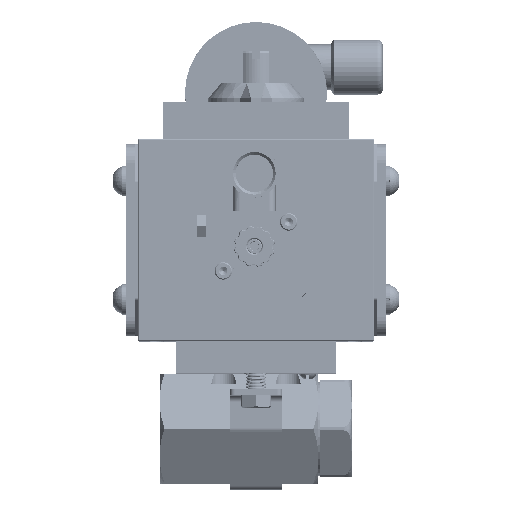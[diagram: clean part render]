
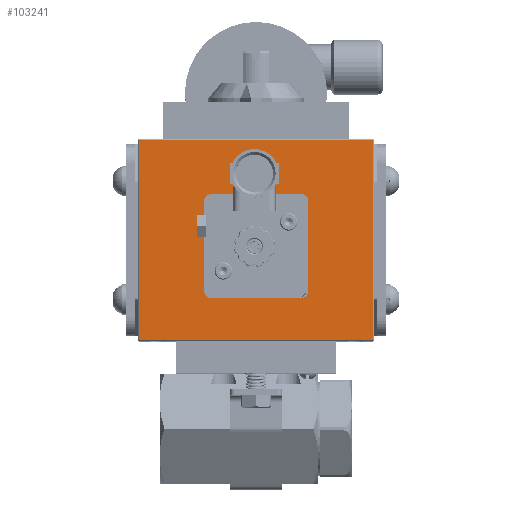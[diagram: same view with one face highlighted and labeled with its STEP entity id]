
A CAD part, top view. The second image highlights one B-rep face of the part: STEP entity #103241.
In plain terms, the highlighted planar face has unit normal (0, 0, 1).
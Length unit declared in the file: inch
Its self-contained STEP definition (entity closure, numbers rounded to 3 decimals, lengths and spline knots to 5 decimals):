
#1203 = AXIS2_PLACEMENT_3D ( 'NONE', #110831, #34119, #123693 ) ;
#1487 = CARTESIAN_POINT ( 'NONE',  ( 1.003, 4.39, 1.55 ) ) ;
#2657 = EDGE_CURVE ( 'NONE', #20868, #132843, #131873, .T. ) ;
#3824 = ORIENTED_EDGE ( 'NONE', *, *, #2657, .T. ) ;
#6905 = CARTESIAN_POINT ( 'NONE',  ( 0.878, 2.515, 1.55 ) ) ;
#7575 = VECTOR ( 'NONE', #83490, 39.37008 ) ;
#7733 = VECTOR ( 'NONE', #156855, 39.37008 ) ;
#8295 = DIRECTION ( 'NONE',  ( -1., 0., 0. ) ) ;
#10624 = VERTEX_POINT ( 'NONE', #124432 ) ;
#12699 = VECTOR ( 'NONE', #56253, 39.37008 ) ;
#13513 = CARTESIAN_POINT ( 'NONE',  ( -0.997, 2.515, 1.55 ) ) ;
#16467 = FACE_BOUND ( 'NONE', #17553, .T. ) ;
#16907 = LINE ( 'NONE', #81871, #39000 ) ;
#17026 = LINE ( 'NONE', #161636, #81242 ) ;
#17553 = EDGE_LOOP ( 'NONE', ( #120212, #94274, #144217, #148194, #54230, #44213, #86377, #80421 ) ) ;
#18810 = EDGE_CURVE ( 'NONE', #133480, #163146, #31250, .T. ) ;
#20868 = VERTEX_POINT ( 'NONE', #90182 ) ;
#25220 = CARTESIAN_POINT ( 'NONE',  ( 2.253, 1.7, 1.55 ) ) ;
#25893 = ORIENTED_EDGE ( 'NONE', *, *, #48286, .T. ) ;
#26737 = EDGE_CURVE ( 'NONE', #81918, #29013, #143576, .T. ) ;
#28759 = CARTESIAN_POINT ( 'NONE',  ( -0.997, 4.515, 1.55 ) ) ;
#29013 = VERTEX_POINT ( 'NONE', #25220 ) ;
#30542 = CARTESIAN_POINT ( 'NONE',  ( 2.273, 5.58, 1.55 ) ) ;
#31250 = CIRCLE ( 'NONE', #105746, 0.125 ) ;
#34119 = DIRECTION ( 'NONE',  ( 0., 0., -1. ) ) ;
#37700 = LINE ( 'NONE', #71170, #7575 ) ;
#39000 = VECTOR ( 'NONE', #68983, 39.37008 ) ;
#43436 = DIRECTION ( 'NONE',  ( 0., 1., 0. ) ) ;
#43874 = CARTESIAN_POINT ( 'NONE',  ( 1.003, 4.515, 1.55 ) ) ;
#44213 = ORIENTED_EDGE ( 'NONE', *, *, #18810, .T. ) ;
#44261 = VERTEX_POINT ( 'NONE', #1487 ) ;
#45882 = LINE ( 'NONE', #28759, #7733 ) ;
#48286 = EDGE_CURVE ( 'NONE', #29013, #20868, #37700, .T. ) ;
#48674 = CARTESIAN_POINT ( 'NONE',  ( -0.997, 4.39, 1.55 ) ) ;
#49764 = VERTEX_POINT ( 'NONE', #125580 ) ;
#54185 = EDGE_CURVE ( 'NONE', #10624, #151625, #17026, .T. ) ;
#54230 = ORIENTED_EDGE ( 'NONE', *, *, #86927, .F. ) ;
#56253 = DIRECTION ( 'NONE',  ( 0., 1., 0. ) ) ;
#56685 = CIRCLE ( 'NONE', #1203, 0.125 ) ;
#60794 = CARTESIAN_POINT ( 'NONE',  ( -2.253, 5.56, 1.55 ) ) ;
#62061 = DIRECTION ( 'NONE',  ( 0., 0., -1. ) ) ;
#66750 = AXIS2_PLACEMENT_3D ( 'NONE', #30542, #120130, #43436 ) ;
#68983 = DIRECTION ( 'NONE',  ( 0., -1., 0. ) ) ;
#70965 = VERTEX_POINT ( 'NONE', #159477 ) ;
#71170 = CARTESIAN_POINT ( 'NONE',  ( 2.253, 5.58, 1.55 ) ) ;
#75209 = DIRECTION ( 'NONE',  ( 0., 0., -1. ) ) ;
#76745 = CARTESIAN_POINT ( 'NONE',  ( 0.878, 2.64, 1.55 ) ) ;
#80421 = ORIENTED_EDGE ( 'NONE', *, *, #156259, .T. ) ;
#80594 = CARTESIAN_POINT ( 'NONE',  ( -2.253, 1.7, 1.55 ) ) ;
#81242 = VECTOR ( 'NONE', #8295, 39.37008 ) ;
#81533 = CARTESIAN_POINT ( 'NONE',  ( -0.872, 4.515, 1.55 ) ) ;
#81871 = CARTESIAN_POINT ( 'NONE',  ( -2.253, 5.58, 1.55 ) ) ;
#81918 = VERTEX_POINT ( 'NONE', #80594 ) ;
#83490 = DIRECTION ( 'NONE',  ( 0., 1., 0. ) ) ;
#86377 = ORIENTED_EDGE ( 'NONE', *, *, #102381, .F. ) ;
#86927 = EDGE_CURVE ( 'NONE', #133480, #44261, #148826, .T. ) ;
#87881 = EDGE_LOOP ( 'NONE', ( #25893, #3824, #92207, #96191 ) ) ;
#89667 = DIRECTION ( 'NONE',  ( 0., 1., 0. ) ) ;
#90182 = CARTESIAN_POINT ( 'NONE',  ( 2.253, 5.56, 1.55 ) ) ;
#92207 = ORIENTED_EDGE ( 'NONE', *, *, #101093, .T. ) ;
#93162 = CARTESIAN_POINT ( 'NONE',  ( 2.273, 1.7, 1.55 ) ) ;
#94274 = ORIENTED_EDGE ( 'NONE', *, *, #102730, .T. ) ;
#96035 = VERTEX_POINT ( 'NONE', #48674 ) ;
#96191 = ORIENTED_EDGE ( 'NONE', *, *, #26737, .T. ) ;
#97770 = AXIS2_PLACEMENT_3D ( 'NONE', #138626, #62061, #151456 ) ;
#101093 = EDGE_CURVE ( 'NONE', #132843, #81918, #16907, .T. ) ;
#101442 = AXIS2_PLACEMENT_3D ( 'NONE', #151716, #75209, #164586 ) ;
#102381 = EDGE_CURVE ( 'NONE', #70965, #163146, #152775, .T. ) ;
#102730 = EDGE_CURVE ( 'NONE', #96035, #151625, #56685, .T. ) ;
#103241 = ADVANCED_FACE ( 'NONE', ( #148596, #16467 ), #107282, .F. ) ;
#105451 = DIRECTION ( 'NONE',  ( 1., 0., 0. ) ) ;
#105746 = AXIS2_PLACEMENT_3D ( 'NONE', #76745, #166149, #89667 ) ;
#107282 = PLANE ( 'NONE',  #66750 ) ;
#110395 = CARTESIAN_POINT ( 'NONE',  ( 1.003, 2.64, 1.55 ) ) ;
#110831 = CARTESIAN_POINT ( 'NONE',  ( -0.872, 4.39, 1.55 ) ) ;
#116483 = EDGE_CURVE ( 'NONE', #96035, #49764, #45882, .T. ) ;
#118840 = VECTOR ( 'NONE', #141665, 39.37008 ) ;
#120130 = DIRECTION ( 'NONE',  ( 0., 0., -1. ) ) ;
#120212 = ORIENTED_EDGE ( 'NONE', *, *, #116483, .F. ) ;
#123693 = DIRECTION ( 'NONE',  ( 0., 1., 0. ) ) ;
#124432 = CARTESIAN_POINT ( 'NONE',  ( 0.878, 4.515, 1.55 ) ) ;
#125580 = CARTESIAN_POINT ( 'NONE',  ( -0.997, 2.64, 1.55 ) ) ;
#131239 = CIRCLE ( 'NONE', #101442, 0.125 ) ;
#131873 = LINE ( 'NONE', #139527, #165886 ) ;
#132843 = VERTEX_POINT ( 'NONE', #60794 ) ;
#133480 = VERTEX_POINT ( 'NONE', #110395 ) ;
#135539 = VECTOR ( 'NONE', #105451, 39.37008 ) ;
#137559 = EDGE_CURVE ( 'NONE', #10624, #44261, #131239, .T. ) ;
#138057 = DIRECTION ( 'NONE',  ( -1., 0., 0. ) ) ;
#138626 = CARTESIAN_POINT ( 'NONE',  ( -0.872, 2.64, 1.55 ) ) ;
#139527 = CARTESIAN_POINT ( 'NONE',  ( 2.273, 5.56, 1.55 ) ) ;
#141665 = DIRECTION ( 'NONE',  ( 1., 0., 0. ) ) ;
#141939 = CIRCLE ( 'NONE', #97770, 0.125 ) ;
#143576 = LINE ( 'NONE', #93162, #135539 ) ;
#144217 = ORIENTED_EDGE ( 'NONE', *, *, #54185, .F. ) ;
#148194 = ORIENTED_EDGE ( 'NONE', *, *, #137559, .T. ) ;
#148596 = FACE_OUTER_BOUND ( 'NONE', #87881, .T. ) ;
#148826 = LINE ( 'NONE', #43874, #12699 ) ;
#151456 = DIRECTION ( 'NONE',  ( 0., 1., 0. ) ) ;
#151625 = VERTEX_POINT ( 'NONE', #81533 ) ;
#151716 = CARTESIAN_POINT ( 'NONE',  ( 0.878, 4.39, 1.55 ) ) ;
#152775 = LINE ( 'NONE', #13513, #118840 ) ;
#156259 = EDGE_CURVE ( 'NONE', #70965, #49764, #141939, .T. ) ;
#156855 = DIRECTION ( 'NONE',  ( 0., -1., 0. ) ) ;
#159477 = CARTESIAN_POINT ( 'NONE',  ( -0.872, 2.515, 1.55 ) ) ;
#161636 = CARTESIAN_POINT ( 'NONE',  ( -0.997, 4.515, 1.55 ) ) ;
#163146 = VERTEX_POINT ( 'NONE', #6905 ) ;
#164586 = DIRECTION ( 'NONE',  ( 0., 1., 0. ) ) ;
#165886 = VECTOR ( 'NONE', #138057, 39.37008 ) ;
#166149 = DIRECTION ( 'NONE',  ( 0., 0., -1. ) ) ;
